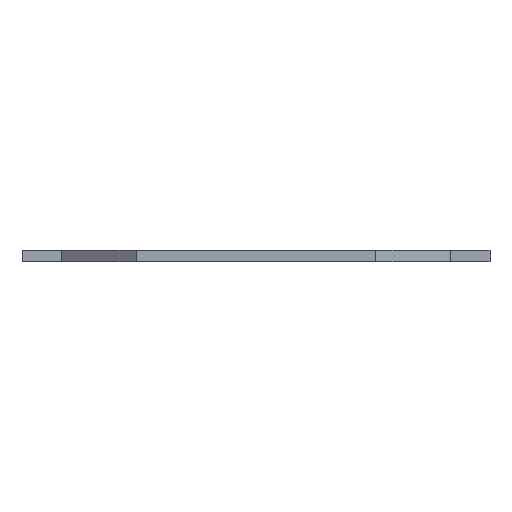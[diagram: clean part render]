
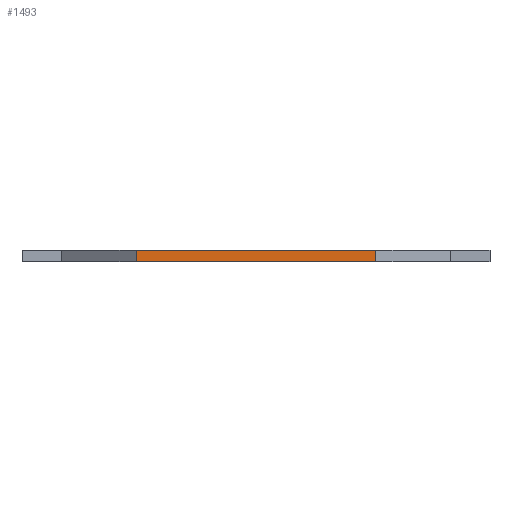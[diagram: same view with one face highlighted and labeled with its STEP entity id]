
A CAD part, front view. The second image highlights one B-rep face of the part: STEP entity #1493.
In plain terms, the highlighted planar face has unit normal (0, -1, 0).
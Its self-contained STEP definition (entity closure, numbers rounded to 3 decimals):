
#217=FACE_OUTER_BOUND('',#343,.T.);
#343=EDGE_LOOP('',(#1325,#1326,#1327,#1328));
#463=LINE('',#2334,#607);
#481=LINE('',#2406,#625);
#487=LINE('',#2445,#631);
#488=LINE('',#2447,#632);
#607=VECTOR('',#1906,1000.);
#625=VECTOR('',#1974,1000.);
#631=VECTOR('',#2014,1000.);
#632=VECTOR('',#2017,1000.);
#738=VERTEX_POINT('',#2331);
#739=VERTEX_POINT('',#2333);
#767=VERTEX_POINT('',#2403);
#768=VERTEX_POINT('',#2405);
#915=EDGE_CURVE('',#738,#739,#463,.T.);
#951=EDGE_CURVE('',#768,#767,#481,.T.);
#971=EDGE_CURVE('',#739,#767,#487,.T.);
#972=EDGE_CURVE('',#738,#768,#488,.T.);
#1325=ORIENTED_EDGE('',*,*,#951,.T.);
#1326=ORIENTED_EDGE('',*,*,#971,.F.);
#1327=ORIENTED_EDGE('',*,*,#915,.F.);
#1328=ORIENTED_EDGE('',*,*,#972,.T.);
#1435=PLANE('',#1640);
#1493=ADVANCED_FACE('',(#217),#1435,.F.);
#1640=AXIS2_PLACEMENT_3D('',#2446,#2015,#2016);
#1906=DIRECTION('',(1.,0.,0.));
#1974=DIRECTION('',(1.,0.,0.));
#2014=DIRECTION('',(0.,0.,-1.));
#2015=DIRECTION('center_axis',(0.,1.,0.));
#2016=DIRECTION('ref_axis',(-1.,0.,0.));
#2017=DIRECTION('',(0.,0.,-1.));
#2331=CARTESIAN_POINT('',(-28.266,-38.5,3.));
#2333=CARTESIAN_POINT('',(35.734,-38.5,3.));
#2334=CARTESIAN_POINT('',(35.734,-38.5,3.));
#2403=CARTESIAN_POINT('',(35.734,-38.5,0.));
#2405=CARTESIAN_POINT('',(-28.266,-38.5,0.));
#2406=CARTESIAN_POINT('',(35.734,-38.5,0.));
#2445=CARTESIAN_POINT('',(35.734,-38.5,3.));
#2446=CARTESIAN_POINT('Origin',(35.734,-38.5,3.));
#2447=CARTESIAN_POINT('',(-28.266,-38.5,3.));
